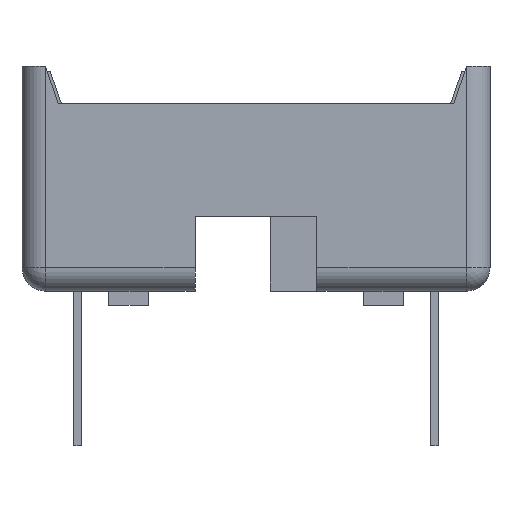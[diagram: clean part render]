
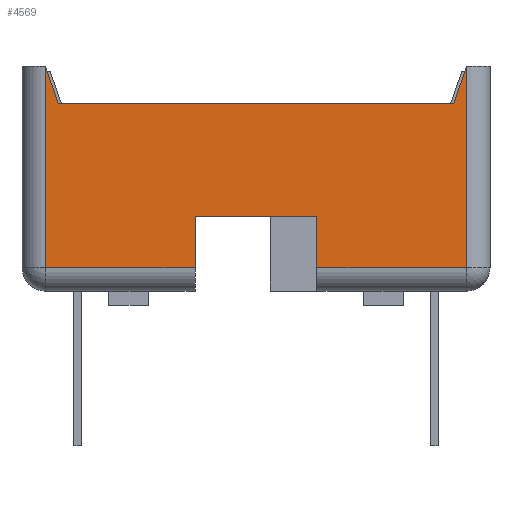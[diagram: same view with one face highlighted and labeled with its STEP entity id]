
A CAD part, left-side view. The second image highlights one B-rep face of the part: STEP entity #4569.
In plain terms, the highlighted planar face has unit normal (-1, 0, 0).
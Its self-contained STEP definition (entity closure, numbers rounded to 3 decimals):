
#134=DIRECTION('',(0.,0.,-1.));
#135=VECTOR('',#134,4.3);
#138=DIRECTION('',(0.,0.325,-0.946));
#139=VECTOR('',#138,0.846);
#141=DIRECTION('',(0.,1.,0.));
#145=DIRECTION('',(0.,0.,1.));
#149=DIRECTION('',(0.,-1.,0.));
#152=VECTOR('',#134,1.1);
#160=VECTOR('',#145,1.1);
#168=DIRECTION('',(0.,0.325,0.946));
#169=VECTOR('',#168,0.846);
#172=VECTOR('',#145,4.3);
#178=DIRECTION('',(-1.,0.,0.));
#669=VECTOR('',#149,2.6);
#792=CARTESIAN_POINT('',(-8.89,-4.5,-4.3));
#793=LINE('',#792,#172);
#794=VECTOR('',#149,3.2);
#795=CARTESIAN_POINT('',(-8.89,-1.3,-4.3));
#796=LINE('',#795,#794);
#797=CARTESIAN_POINT('',(-8.89,-1.3,-3.2));
#798=LINE('',#797,#152);
#799=CARTESIAN_POINT('',(-8.89,1.3,-3.2));
#800=LINE('',#799,#669);
#801=CARTESIAN_POINT('',(-8.89,1.3,-4.3));
#802=LINE('',#801,#160);
#803=CARTESIAN_POINT('',(-8.89,4.5,-4.3));
#804=LINE('',#803,#794);
#805=CARTESIAN_POINT('',(-8.89,4.5,0.));
#806=LINE('',#805,#135);
#807=CARTESIAN_POINT('',(-8.89,4.225,-0.8));
#808=LINE('',#807,#169);
#809=VECTOR('',#141,8.45);
#810=CARTESIAN_POINT('',(-8.89,-4.225,-0.8));
#811=LINE('',#810,#809);
#812=CARTESIAN_POINT('',(-8.89,-4.5,0.));
#813=LINE('',#812,#139);
#2499=VERTEX_POINT('',#799);
#2500=VERTEX_POINT('',#797);
#2501=VERTEX_POINT('',#810);
#2502=VERTEX_POINT('',#807);
#2678=VERTEX_POINT('',#812);
#2681=VERTEX_POINT('',#792);
#2683=VERTEX_POINT('',#795);
#2684=VERTEX_POINT('',#803);
#2685=VERTEX_POINT('',#801);
#2687=VERTEX_POINT('',#805);
#3548=EDGE_CURVE('',#2683,#2681,#796,.T.);
#3580=EDGE_CURVE('',#2500,#2683,#798,.T.);
#3931=EDGE_CURVE('',#2685,#2499,#802,.T.);
#3952=EDGE_CURVE('',#2684,#2685,#804,.T.);
#4145=EDGE_CURVE('',#2502,#2687,#808,.T.);
#4409=EDGE_CURVE('',#2501,#2502,#811,.T.);
#4496=EDGE_CURVE('',#2499,#2500,#800,.T.);
#4551=CARTESIAN_POINT('',(-8.89,0.,0.));
#4552=AXIS2_PLACEMENT_3D('',#4551,#178,#145);
#4553=PLANE('',#4552);
#4554=EDGE_CURVE('',#2681,#2678,#793,.T.);
#4555=ORIENTED_EDGE('',*,*,#4554,.F.);
#4556=ORIENTED_EDGE('',*,*,#3548,.F.);
#4557=ORIENTED_EDGE('',*,*,#3580,.F.);
#4558=ORIENTED_EDGE('',*,*,#4496,.F.);
#4559=ORIENTED_EDGE('',*,*,#3931,.F.);
#4560=ORIENTED_EDGE('',*,*,#3952,.F.);
#4561=EDGE_CURVE('',#2687,#2684,#806,.T.);
#4562=ORIENTED_EDGE('',*,*,#4561,.F.);
#4563=ORIENTED_EDGE('',*,*,#4145,.F.);
#4564=ORIENTED_EDGE('',*,*,#4409,.F.);
#4565=EDGE_CURVE('',#2678,#2501,#813,.T.);
#4566=ORIENTED_EDGE('',*,*,#4565,.F.);
#4567=EDGE_LOOP('',(#4555,#4556,#4557,#4558,#4559,#4560,#4562,#4563,#4564,#4566));
#4568=FACE_OUTER_BOUND('',#4567,.F.);
#4569=ADVANCED_FACE('',(#4568),#4553,.T.);
